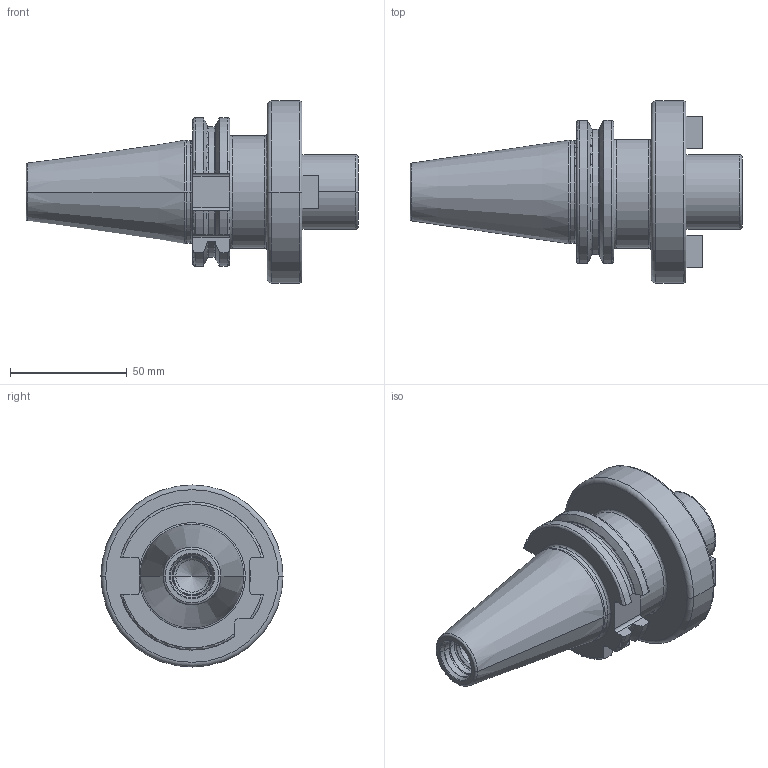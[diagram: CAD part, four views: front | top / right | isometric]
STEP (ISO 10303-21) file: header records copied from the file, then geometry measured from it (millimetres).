
FILE_DESCRIPTION((''),'2;1');
FILE_NAME('40-350-32','2011-08-30T',('mei'),(''),'PRO/ENGINEER BY PARAMETRIC TECHNOLOGY CORPORATION, 2010430','PRO/ENGINEER BY PARAMETRIC TECHNOLOGY CORPORATION, 2010430','');
FILE_SCHEMA(('CONFIG_CONTROL_DESIGN'));
Length unit declared in the file: millimetre
Products named in the file (1): 40-350-32
Bounding box: 142.25 x 78 x 78 mm (x, y, z)
Volume: 221332.4 mm3; surface area: 38036.2 mm2
Topology: 1 solids, 3 shells, 119 faces, 300 edges, 188 vertices
Faces by surface type: plane 34, cylinder 33, torus 32, cone 20
Entity records: 3849 total; most frequent: CARTESIAN_POINT 937, DIRECTION 628, ORIENTED_EDGE 584, EDGE_CURVE 296, AXIS2_PLACEMENT_3D 255, VERTEX_POINT 188, CIRCLE 135, EDGE_LOOP 128
